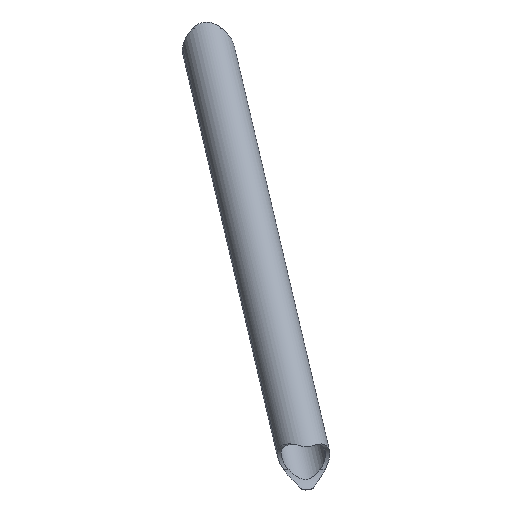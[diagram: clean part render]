
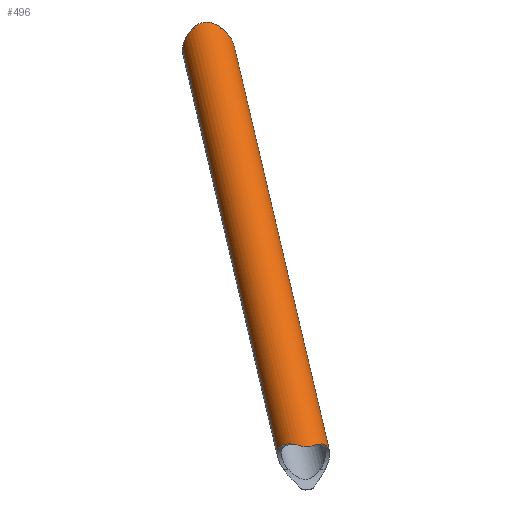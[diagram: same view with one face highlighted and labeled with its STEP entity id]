
A CAD part, left-side view. The second image highlights one B-rep face of the part: STEP entity #496.
In plain terms, the highlighted cylindrical face has radius 10 mm (diameter 20 mm), a partial arc.
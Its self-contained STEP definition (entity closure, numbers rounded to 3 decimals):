
#262=CARTESIAN_POINT('Vertex',(-2098.276,-188.807,287.116)) ;
#265=CARTESIAN_POINT('Line Origine',(-2004.357,-170.481,365.)) ;
#269=CARTESIAN_POINT('Vertex',(-1910.496,-152.167,442.836)) ;
#322=CARTESIAN_POINT('Vertex',(-1910.98,-172.638,439.259)) ;
#325=CARTESIAN_POINT('Line Origine',(-2000.527,-190.111,365.)) ;
#329=CARTESIAN_POINT('Vertex',(-2096.759,-208.888,285.198)) ;
#380=CARTESIAN_POINT('Control Point',(-1912.753,-155.957,450.)) ;
#381=CARTESIAN_POINT('Control Point',(-1912.753,-154.723,448.779)) ;
#382=CARTESIAN_POINT('Control Point',(-1912.602,-153.706,447.345)) ;
#383=CARTESIAN_POINT('Control Point',(-1912.208,-152.885,445.807)) ;
#384=CARTESIAN_POINT('Control Point',(-1911.485,-152.36,444.249)) ;
#385=CARTESIAN_POINT('Control Point',(-1910.496,-152.167,442.836)) ;
#386=CARTESIAN_POINT('Vertex',(-1912.753,-155.957,450.)) ;
#403=CARTESIAN_POINT('Axis2P3D Location',(-2002.442,-180.296,365.)) ;
#409=CARTESIAN_POINT('Control Point',(-1910.06,-172.309,442.249)) ;
#410=CARTESIAN_POINT('Control Point',(-1910.35,-172.467,441.253)) ;
#411=CARTESIAN_POINT('Control Point',(-1910.662,-172.576,440.257)) ;
#412=CARTESIAN_POINT('Control Point',(-1910.98,-172.638,439.259)) ;
#413=CARTESIAN_POINT('Vertex',(-1910.06,-172.309,442.249)) ;
#417=CARTESIAN_POINT('Control Point',(-1912.753,-167.597,450.)) ;
#418=CARTESIAN_POINT('Control Point',(-1912.753,-168.533,449.221)) ;
#419=CARTESIAN_POINT('Control Point',(-1912.692,-169.392,448.349)) ;
#420=CARTESIAN_POINT('Control Point',(-1912.544,-170.169,447.407)) ;
#421=CARTESIAN_POINT('Control Point',(-1912.109,-171.254,445.783)) ;
#422=CARTESIAN_POINT('Control Point',(-1911.311,-171.949,444.105)) ;
#423=CARTESIAN_POINT('Control Point',(-1910.948,-172.148,443.464)) ;
#424=CARTESIAN_POINT('Control Point',(-1910.528,-172.269,442.841)) ;
#425=CARTESIAN_POINT('Control Point',(-1910.06,-172.309,442.249)) ;
#426=CARTESIAN_POINT('Vertex',(-1912.753,-167.597,450.)) ;
#430=CARTESIAN_POINT('Control Point',(-1912.753,-155.957,450.)) ;
#431=CARTESIAN_POINT('Control Point',(-1912.753,-156.275,450.315)) ;
#432=CARTESIAN_POINT('Control Point',(-1912.743,-156.607,450.615)) ;
#433=CARTESIAN_POINT('Control Point',(-1912.725,-156.954,450.899)) ;
#434=CARTESIAN_POINT('Control Point',(-1912.664,-157.871,451.571)) ;
#435=CARTESIAN_POINT('Control Point',(-1912.582,-158.882,452.093)) ;
#436=CARTESIAN_POINT('Control Point',(-1912.534,-159.53,452.342)) ;
#437=CARTESIAN_POINT('Control Point',(-1912.457,-161.126,452.714)) ;
#438=CARTESIAN_POINT('Control Point',(-1912.485,-162.772,452.57)) ;
#439=CARTESIAN_POINT('Control Point',(-1912.543,-163.688,452.315)) ;
#440=CARTESIAN_POINT('Control Point',(-1912.644,-165.055,451.75)) ;
#441=CARTESIAN_POINT('Control Point',(-1912.72,-166.311,450.976)) ;
#442=CARTESIAN_POINT('Control Point',(-1912.741,-166.754,450.67)) ;
#443=CARTESIAN_POINT('Control Point',(-1912.753,-167.183,450.344)) ;
#444=CARTESIAN_POINT('Control Point',(-1912.753,-167.597,450.)) ;
#447=CARTESIAN_POINT('Control Point',(-2098.276,-188.807,287.116)) ;
#448=CARTESIAN_POINT('Control Point',(-2098.761,-188.901,287.595)) ;
#449=CARTESIAN_POINT('Control Point',(-2099.28,-189.062,288.026)) ;
#450=CARTESIAN_POINT('Control Point',(-2099.82,-189.284,288.401)) ;
#451=CARTESIAN_POINT('Control Point',(-2100.998,-189.863,289.087)) ;
#452=CARTESIAN_POINT('Control Point',(-2102.184,-190.63,289.537)) ;
#453=CARTESIAN_POINT('Control Point',(-2102.81,-191.079,289.716)) ;
#454=CARTESIAN_POINT('Control Point',(-2104.313,-192.254,290.022)) ;
#455=CARTESIAN_POINT('Control Point',(-2105.725,-193.58,290.041)) ;
#456=CARTESIAN_POINT('Control Point',(-2106.519,-194.402,289.972)) ;
#457=CARTESIAN_POINT('Control Point',(-2107.471,-195.471,289.793)) ;
#458=CARTESIAN_POINT('Control Point',(-2108.325,-196.6,289.535)) ;
#459=CARTESIAN_POINT('Control Point',(-2108.498,-196.837,289.478)) ;
#460=CARTESIAN_POINT('Control Point',(-2108.871,-197.372,289.346)) ;
#461=CARTESIAN_POINT('Control Point',(-2109.212,-197.927,289.207)) ;
#462=CARTESIAN_POINT('Control Point',(-2109.387,-198.24,289.13)) ;
#463=CARTESIAN_POINT('Control Point',(-2109.658,-198.792,289.003)) ;
#464=CARTESIAN_POINT('Control Point',(-2109.837,-199.386,288.913)) ;
#465=CARTESIAN_POINT('Control Point',(-2109.891,-199.641,288.885)) ;
#466=CARTESIAN_POINT('Control Point',(-2109.927,-200.128,288.866)) ;
#467=CARTESIAN_POINT('Control Point',(-2109.843,-200.607,288.909)) ;
#468=CARTESIAN_POINT('Control Point',(-2109.777,-200.823,288.943)) ;
#469=CARTESIAN_POINT('Control Point',(-2109.553,-201.374,289.054)) ;
#470=CARTESIAN_POINT('Control Point',(-2109.231,-201.868,289.2)) ;
#471=CARTESIAN_POINT('Control Point',(-2109.011,-202.161,289.291)) ;
#472=CARTESIAN_POINT('Control Point',(-2108.605,-202.65,289.446)) ;
#473=CARTESIAN_POINT('Control Point',(-2108.165,-203.114,289.584)) ;
#474=CARTESIAN_POINT('Control Point',(-2107.973,-203.307,289.64)) ;
#475=CARTESIAN_POINT('Control Point',(-2107.035,-204.215,289.885)) ;
#476=CARTESIAN_POINT('Control Point',(-2106.007,-205.053,290.027)) ;
#477=CARTESIAN_POINT('Control Point',(-2105.159,-205.684,290.055)) ;
#478=CARTESIAN_POINT('Control Point',(-2103.65,-206.694,289.942)) ;
#479=CARTESIAN_POINT('Control Point',(-2102.105,-207.538,289.511)) ;
#480=CARTESIAN_POINT('Control Point',(-2101.457,-207.856,289.271)) ;
#481=CARTESIAN_POINT('Control Point',(-2099.98,-208.495,288.569)) ;
#482=CARTESIAN_POINT('Control Point',(-2098.609,-208.873,287.527)) ;
#483=CARTESIAN_POINT('Control Point',(-2097.892,-208.986,286.827)) ;
#484=CARTESIAN_POINT('Control Point',(-2097.271,-208.988,286.04)) ;
#485=CARTESIAN_POINT('Control Point',(-2096.759,-208.888,285.198)) ;
#266=DIRECTION('Vector Direction',(0.761,0.149,0.631)) ;
#326=DIRECTION('Vector Direction',(0.761,0.149,0.631)) ;
#404=DIRECTION('Axis2P3D Direction',(0.761,0.149,0.631)) ;
#405=DIRECTION('Axis2P3D XDirection',(-0.192,0.981,0.)) ;
#406=AXIS2_PLACEMENT_3D('Cylinder Axis2P3D',#403,#404,#405) ;
#488=ORIENTED_EDGE('',*,*,#331,.T.) ;
#489=ORIENTED_EDGE('',*,*,#415,.F.) ;
#490=ORIENTED_EDGE('',*,*,#428,.F.) ;
#491=ORIENTED_EDGE('',*,*,#445,.F.) ;
#492=ORIENTED_EDGE('',*,*,#388,.T.) ;
#493=ORIENTED_EDGE('',*,*,#271,.F.) ;
#494=ORIENTED_EDGE('',*,*,#486,.T.) ;
#267=VECTOR('Line Direction',#266,1.) ;
#327=VECTOR('Line Direction',#326,1.) ;
#496=ADVANCED_FACE('Corps principal',(#495),#407,.T.) ;
#379=B_SPLINE_CURVE_WITH_KNOTS('',5,(#380,#381,#382,#383,#384,#385),.UNSPECIFIED.,.F.,.U.,(6,6),(0.,12.274),.UNSPECIFIED.) ;
#408=B_SPLINE_CURVE_WITH_KNOTS('',3,(#409,#410,#411,#412),.UNSPECIFIED.,.F.,.U.,(4,4),(32.467,36.919),.UNSPECIFIED.) ;
#416=B_SPLINE_CURVE_WITH_KNOTS('',5,(#417,#418,#419,#420,#421,#422,#423,#424,#425),.UNSPECIFIED.,.F.,.U.,(6,3,6),(0.,8.613,13.953),.UNSPECIFIED.) ;
#429=B_SPLINE_CURVE_WITH_KNOTS('',5,(#430,#431,#432,#433,#434,#435,#436,#437,#438,#439,#440,#441,#442,#443,#444),.UNSPECIFIED.,.F.,.U.,(6,3,3,3,6),(0.,3.164,8.032,14.653,18.459),.UNSPECIFIED.) ;
#446=B_SPLINE_CURVE_WITH_KNOTS('',5,(#447,#448,#449,#450,#451,#452,#453,#454,#455,#456,#457,#458,#459,#460,#461,#462,#463,#464,#465,#466,#467,#468,#469,#470,#471,#472,#473,#474,#475,#476,#477,#478,#479,#480,#481,#482,#483,#484,#485),.UNSPECIFIED.,.F.,.U.,(6,3,3,3,3,3,3,3,3,3,3,3,6),(0.,4.863,10.422,18.488,20.596,23.195,25.015,26.613,29.279,31.237,38.672,44.012,51.013),.UNSPECIFIED.) ;
#407=CYLINDRICAL_SURFACE('generated cylinder',#406,10.) ;
#271=EDGE_CURVE('',#263,#270,#268,.T.) ;
#331=EDGE_CURVE('',#330,#323,#328,.T.) ;
#388=EDGE_CURVE('',#387,#270,#379,.T.) ;
#415=EDGE_CURVE('',#414,#323,#408,.T.) ;
#428=EDGE_CURVE('',#427,#414,#416,.T.) ;
#445=EDGE_CURVE('',#387,#427,#429,.T.) ;
#486=EDGE_CURVE('',#263,#330,#446,.T.) ;
#487=EDGE_LOOP('',(#488,#489,#490,#491,#492,#493,#494)) ;
#495=FACE_OUTER_BOUND('',#487,.T.) ;
#268=LINE('Line',#265,#267) ;
#328=LINE('Line',#325,#327) ;
#263=VERTEX_POINT('',#262) ;
#270=VERTEX_POINT('',#269) ;
#323=VERTEX_POINT('',#322) ;
#330=VERTEX_POINT('',#329) ;
#387=VERTEX_POINT('',#386) ;
#414=VERTEX_POINT('',#413) ;
#427=VERTEX_POINT('',#426) ;
